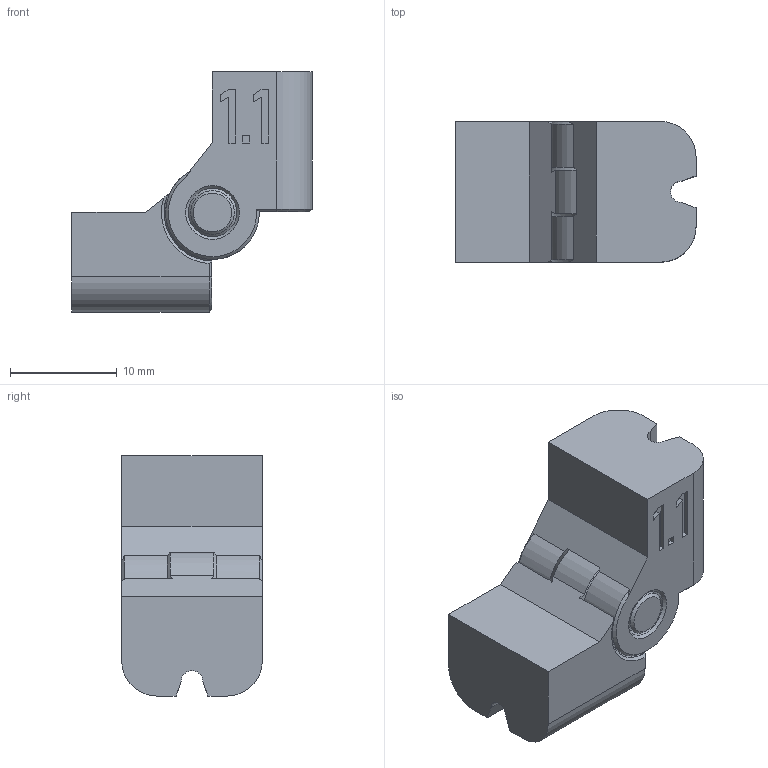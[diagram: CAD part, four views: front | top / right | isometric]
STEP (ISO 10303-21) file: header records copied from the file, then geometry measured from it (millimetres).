
FILE_DESCRIPTION(/* description */ (''),/* implementation_level */ '2;1');
FILE_NAME(/* name */ 'knuckle_1.1 v6.step',/* time_stamp */ '2025-04-19T08:06:43+02:00',/* author */ (''),/* organization */ (''),/* preprocessor_version */ 'ST-DEVELOPER v20.1',/* originating_system */ 'Autodesk Translation Framework v14.4.0.0',/* authorisation */ '');
FILE_SCHEMA (('AUTOMOTIVE_DESIGN { 1 0 10303 214 3 1 1 }'));
Length unit declared in the file: millimetre
Products named in the file (1): knuckle_1.1
Bounding box: 22.55 x 13.2 x 22.55 mm (x, y, z)
Volume: 3363.6 mm3; surface area: 2275.3 mm2
Topology: 2 solids, 5 shells, 107 faces, 268 edges, 172 vertices
Faces by surface type: plane 75, cone 16, cylinder 16
Full cylindrical faces by diameter (mm): 4.1 x2, 4.55 x2
Entity records: 3161 total; most frequent: CARTESIAN_POINT 582, ORIENTED_EDGE 536, DIRECTION 516, EDGE_CURVE 268, LINE 204, VECTOR 204, VERTEX_POINT 172, AXIS2_PLACEMENT_3D 156
